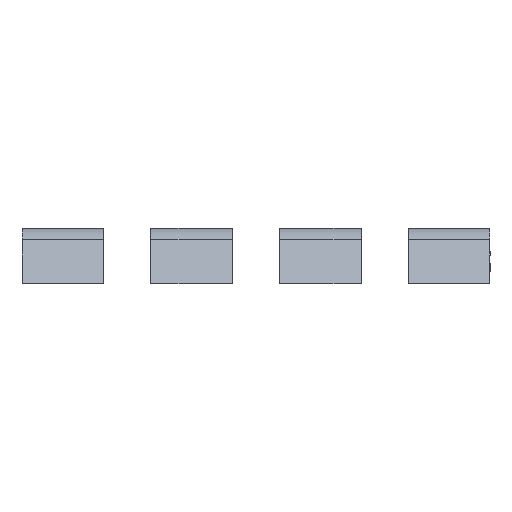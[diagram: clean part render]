
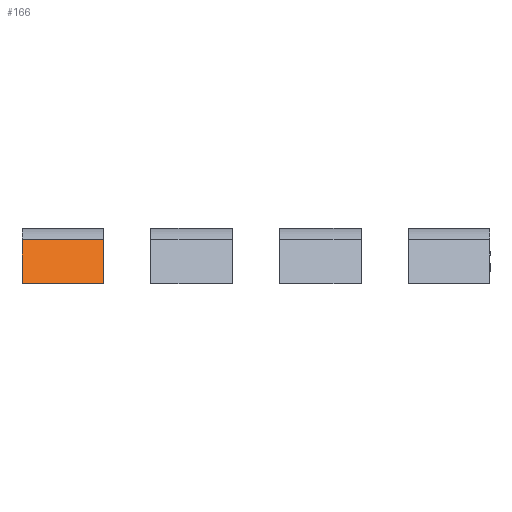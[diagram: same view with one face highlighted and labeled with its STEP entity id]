
A CAD part, left-side view. The second image highlights one B-rep face of the part: STEP entity #166.
In plain terms, the highlighted free-form (B-spline) face has degree [2, 1] with [3, 2] control points.
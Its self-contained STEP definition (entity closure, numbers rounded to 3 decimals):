
#166=ADVANCED_FACE('',(#286),#3906,.T.);
#286=FACE_OUTER_BOUND('',#406,.T.);
#406=EDGE_LOOP('',(#605,#606,#607,#608));
#605=ORIENTED_EDGE('',*,*,#2957,.T.);
#606=ORIENTED_EDGE('',*,*,#2958,.T.);
#607=ORIENTED_EDGE('',*,*,#2959,.T.);
#608=ORIENTED_EDGE('',*,*,#2954,.F.);
#1178=PCURVE('',#3905,#1754);
#1181=PCURVE('',#3906,#1757);
#1182=PCURVE('',#3906,#1758);
#1183=PCURVE('',#3906,#1759);
#1184=PCURVE('',#3906,#1760);
#1188=PCURVE('',#3907,#1764);
#1215=PCURVE('',#3869,#1791);
#1218=PCURVE('',#3870,#1794);
#1754=DEFINITIONAL_REPRESENTATION('',(#2298),#7420);
#1757=DEFINITIONAL_REPRESENTATION('',(#2301),#7420);
#1758=DEFINITIONAL_REPRESENTATION('',(#2302),#7420);
#1759=DEFINITIONAL_REPRESENTATION('',(#2303),#7420);
#1760=DEFINITIONAL_REPRESENTATION('',(#2304),#7420);
#1764=DEFINITIONAL_REPRESENTATION('',(#2308),#7420);
#1791=DEFINITIONAL_REPRESENTATION('',(#3303),#7420);
#1794=DEFINITIONAL_REPRESENTATION('',(#3306),#7420);
#2298=B_SPLINE_CURVE_WITH_KNOTS('',1,(#4670,#4671),.UNSPECIFIED.,.F.,.F.,
(2,2),(0.,15.),.UNSPECIFIED.);
#2301=B_SPLINE_CURVE_WITH_KNOTS('',1,(#4684,#4685),.UNSPECIFIED.,.F.,.F.,
(2,2),(35.669,45.669),.UNSPECIFIED.);
#2302=B_SPLINE_CURVE_WITH_KNOTS('',1,(#4688,#4689),.UNSPECIFIED.,.F.,.F.,
(2,2),(0.,15.),.UNSPECIFIED.);
#2303=B_SPLINE_CURVE_WITH_KNOTS('',1,(#4693,#4694),.UNSPECIFIED.,.F.,.F.,
(2,2),(-45.669,-35.669),.UNSPECIFIED.);
#2304=B_SPLINE_CURVE_WITH_KNOTS('',1,(#4695,#4696),.UNSPECIFIED.,.F.,.F.,
(2,2),(0.,15.),.UNSPECIFIED.);
#2308=B_SPLINE_CURVE_WITH_KNOTS('',1,(#4711,#4712),.UNSPECIFIED.,.F.,.F.,
(2,2),(0.,15.),.UNSPECIFIED.);
#2666=SURFACE_CURVE('',#3274,(#1178,#1184),.PCURVE_S1.);
#2669=SURFACE_CURVE('',#3277,(#1181,#1215),.PCURVE_S1.);
#2670=SURFACE_CURVE('',#3278,(#1182,#1188),.PCURVE_S1.);
#2671=SURFACE_CURVE('',#3279,(#1183,#1218),.PCURVE_S1.);
#2954=EDGE_CURVE('',#3706,#3707,#2666,.T.);
#2957=EDGE_CURVE('',#3706,#3709,#2669,.T.);
#2958=EDGE_CURVE('',#3709,#3710,#2670,.T.);
#2959=EDGE_CURVE('',#3710,#3707,#2671,.T.);
#3274=(
BOUNDED_CURVE()
B_SPLINE_CURVE(1,(#4668,#4669),.UNSPECIFIED.,.F.,.F.)
B_SPLINE_CURVE_WITH_KNOTS((2,2),(0.,15.),.UNSPECIFIED.)
CURVE()
GEOMETRIC_REPRESENTATION_ITEM()
RATIONAL_B_SPLINE_CURVE((1.,1.))
REPRESENTATION_ITEM('')
);
#3277=(
BOUNDED_CURVE()
B_SPLINE_CURVE(2,(#4681,#4682,#4683),.UNSPECIFIED.,.F.,.F.)
B_SPLINE_CURVE_WITH_KNOTS((3,3),(35.669,45.669),
 .UNSPECIFIED.)
CURVE()
GEOMETRIC_REPRESENTATION_ITEM()
RATIONAL_B_SPLINE_CURVE((1.,1.,1.))
REPRESENTATION_ITEM('')
);
#3278=(
BOUNDED_CURVE()
B_SPLINE_CURVE(1,(#4686,#4687),.UNSPECIFIED.,.F.,.F.)
B_SPLINE_CURVE_WITH_KNOTS((2,2),(0.,15.),.UNSPECIFIED.)
CURVE()
GEOMETRIC_REPRESENTATION_ITEM()
RATIONAL_B_SPLINE_CURVE((1.,1.))
REPRESENTATION_ITEM('')
);
#3279=(
BOUNDED_CURVE()
B_SPLINE_CURVE(2,(#4690,#4691,#4692),.UNSPECIFIED.,.F.,.F.)
B_SPLINE_CURVE_WITH_KNOTS((3,3),(-45.669,-35.669),
 .UNSPECIFIED.)
CURVE()
GEOMETRIC_REPRESENTATION_ITEM()
RATIONAL_B_SPLINE_CURVE((1.,1.,1.))
REPRESENTATION_ITEM('')
);
#3303=(
BOUNDED_CURVE()
B_SPLINE_CURVE(2,(#4827,#4828,#4829),.UNSPECIFIED.,.F.,.F.)
B_SPLINE_CURVE_WITH_KNOTS((3,3),(35.669,45.669),
 .UNSPECIFIED.)
CURVE()
GEOMETRIC_REPRESENTATION_ITEM()
RATIONAL_B_SPLINE_CURVE((1.,1.,1.))
REPRESENTATION_ITEM('')
);
#3306=(
BOUNDED_CURVE()
B_SPLINE_CURVE(2,(#4836,#4837,#4838),.UNSPECIFIED.,.F.,.F.)
B_SPLINE_CURVE_WITH_KNOTS((3,3),(-45.669,-35.669),
 .UNSPECIFIED.)
CURVE()
GEOMETRIC_REPRESENTATION_ITEM()
RATIONAL_B_SPLINE_CURVE((1.,1.,1.))
REPRESENTATION_ITEM('')
);
#3706=VERTEX_POINT('',#4648);
#3707=VERTEX_POINT('',#4649);
#3709=VERTEX_POINT('',#4651);
#3710=VERTEX_POINT('',#4652);
#3869=B_SPLINE_SURFACE_WITH_KNOTS('',1,1,((#4639,#4640),(#4641,#4642)),
 .UNSPECIFIED.,.F.,.F.,.F.,(2,2),(2,2),(-11.447,1.272),
(-22.5,2.5),.UNSPECIFIED.);
#3870=B_SPLINE_SURFACE_WITH_KNOTS('',1,1,((#4643,#4644),(#4645,#4646)),
 .UNSPECIFIED.,.F.,.F.,.F.,(2,2),(2,2),(-22.5,2.5),
(-11.447,1.272),.UNSPECIFIED.);
#3905=(
BOUNDED_SURFACE()
B_SPLINE_SURFACE(2,1,((#4579,#4580),(#4581,#4582),(#4583,#4584)),
 .UNSPECIFIED.,.F.,.F.,.F.)
B_SPLINE_SURFACE_WITH_KNOTS((3,3),(2,2),(15.67,35.669),
(0.,15.),.UNSPECIFIED.)
GEOMETRIC_REPRESENTATION_ITEM()
RATIONAL_B_SPLINE_SURFACE(((1.,1.),(1.,1.),(1.,1.)))
REPRESENTATION_ITEM('')
SURFACE()
);
#3906=(
BOUNDED_SURFACE()
B_SPLINE_SURFACE(2,1,((#4585,#4586),(#4587,#4588),(#4589,#4590)),
 .UNSPECIFIED.,.F.,.F.,.F.)
B_SPLINE_SURFACE_WITH_KNOTS((3,3),(2,2),(35.669,45.669),
(0.,15.),.UNSPECIFIED.)
GEOMETRIC_REPRESENTATION_ITEM()
RATIONAL_B_SPLINE_SURFACE(((1.,1.),(1.,1.),(1.,1.)))
REPRESENTATION_ITEM('')
SURFACE()
);
#3907=(
BOUNDED_SURFACE()
B_SPLINE_SURFACE(2,1,((#4591,#4592),(#4593,#4594),(#4595,#4596)),
 .UNSPECIFIED.,.F.,.F.,.F.)
B_SPLINE_SURFACE_WITH_KNOTS((3,3),(2,2),(45.669,47.444),
(0.,15.),.UNSPECIFIED.)
GEOMETRIC_REPRESENTATION_ITEM()
RATIONAL_B_SPLINE_SURFACE(((1.,1.),(0.912,0.912),
(1.,1.)))
REPRESENTATION_ITEM('')
SURFACE()
);
#4579=CARTESIAN_POINT('',(-907.674,2.284,0.));
#4580=CARTESIAN_POINT('',(-907.674,17.284,0.));
#4581=CARTESIAN_POINT('',(-917.674,2.284,0.));
#4582=CARTESIAN_POINT('',(-917.674,17.284,0.));
#4583=CARTESIAN_POINT('',(-927.674,2.284,0.));
#4584=CARTESIAN_POINT('',(-927.674,17.284,0.));
#4585=CARTESIAN_POINT('',(-927.674,2.284,0.));
#4586=CARTESIAN_POINT('',(-927.674,17.284,0.));
#4587=CARTESIAN_POINT('',(-924.738,2.284,4.047));
#4588=CARTESIAN_POINT('',(-924.738,17.284,4.047));
#4589=CARTESIAN_POINT('',(-921.802,2.284,8.095));
#4590=CARTESIAN_POINT('',(-921.802,17.284,8.095));
#4591=CARTESIAN_POINT('',(-921.802,2.284,8.095));
#4592=CARTESIAN_POINT('',(-921.802,17.284,8.095));
#4593=CARTESIAN_POINT('',(-920.456,2.284,9.951));
#4594=CARTESIAN_POINT('',(-920.456,17.284,9.951));
#4595=CARTESIAN_POINT('',(-918.174,2.284,10.175));
#4596=CARTESIAN_POINT('',(-918.174,17.284,10.175));
#4639=CARTESIAN_POINT('',(-930.174,2.284,11.447));
#4640=CARTESIAN_POINT('',(-905.174,2.284,11.447));
#4641=CARTESIAN_POINT('',(-930.174,2.284,-1.272));
#4642=CARTESIAN_POINT('',(-905.174,2.284,-1.272));
#4643=CARTESIAN_POINT('',(-930.174,17.284,11.447));
#4644=CARTESIAN_POINT('',(-930.174,17.284,-1.272));
#4645=CARTESIAN_POINT('',(-905.174,17.284,11.447));
#4646=CARTESIAN_POINT('',(-905.174,17.284,-1.272));
#4648=CARTESIAN_POINT('',(-927.674,2.284,0.));
#4649=CARTESIAN_POINT('',(-927.674,17.284,0.));
#4651=CARTESIAN_POINT('',(-921.802,2.284,8.095));
#4652=CARTESIAN_POINT('',(-921.802,17.284,8.095));
#4668=CARTESIAN_POINT('',(-927.674,2.284,0.));
#4669=CARTESIAN_POINT('',(-927.674,17.284,0.));
#4670=CARTESIAN_POINT('',(35.669,0.));
#4671=CARTESIAN_POINT('',(35.669,15.));
#4681=CARTESIAN_POINT('',(-927.674,2.284,0.));
#4682=CARTESIAN_POINT('',(-924.738,2.284,4.047));
#4683=CARTESIAN_POINT('',(-921.802,2.284,8.095));
#4684=CARTESIAN_POINT('',(35.669,0.));
#4685=CARTESIAN_POINT('',(45.669,0.));
#4686=CARTESIAN_POINT('',(-921.802,2.284,8.095));
#4687=CARTESIAN_POINT('',(-921.802,17.284,8.095));
#4688=CARTESIAN_POINT('',(45.669,0.));
#4689=CARTESIAN_POINT('',(45.669,15.));
#4690=CARTESIAN_POINT('',(-921.802,17.284,8.095));
#4691=CARTESIAN_POINT('',(-924.738,17.284,4.047));
#4692=CARTESIAN_POINT('',(-927.674,17.284,0.));
#4693=CARTESIAN_POINT('',(45.669,15.));
#4694=CARTESIAN_POINT('',(35.669,15.));
#4695=CARTESIAN_POINT('',(35.669,0.));
#4696=CARTESIAN_POINT('',(35.669,15.));
#4711=CARTESIAN_POINT('',(45.669,0.));
#4712=CARTESIAN_POINT('',(45.669,15.));
#4827=CARTESIAN_POINT('',(0.,-20.));
#4828=CARTESIAN_POINT('',(-4.047,-17.064));
#4829=CARTESIAN_POINT('',(-8.095,-14.128));
#4836=CARTESIAN_POINT('',(-14.128,-8.095));
#4837=CARTESIAN_POINT('',(-17.064,-4.047));
#4838=CARTESIAN_POINT('',(-20.,0.));
#7420=(
GEOMETRIC_REPRESENTATION_CONTEXT(2)
PARAMETRIC_REPRESENTATION_CONTEXT()
REPRESENTATION_CONTEXT('pspace','')
);
